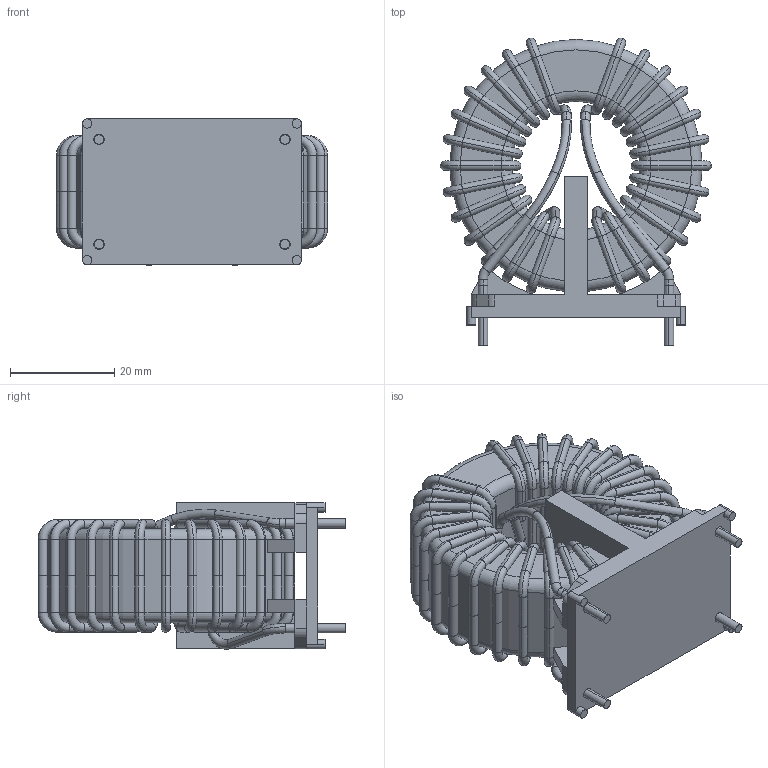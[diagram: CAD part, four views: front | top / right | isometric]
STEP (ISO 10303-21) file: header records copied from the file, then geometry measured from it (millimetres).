
FILE_DESCRIPTION (( 'STEP AP214' ), '1' );
FILE_NAME ('B82726S6123N020.STEP', '2019-05-02T00:12:00', ( '' ), ( '' ), 'SwSTEP 2.0', 'SolidWorks 2017', '' );
FILE_SCHEMA (( 'AUTOMOTIVE_DESIGN' ));
Length unit declared in the file: millimetre
Products named in the file (1): B82726S6123N020
Bounding box: 52 x 59 x 28.06 mm (x, y, z)
Volume: 35009.4 mm3; surface area: 21083.1 mm2
Topology: 35 solids, 35 shells, 652 faces, 1388 edges, 760 vertices
Faces by surface type: cylinder 334, torus 256, plane 62
Entity records: 17992 total; most frequent: DIRECTION 3634, CARTESIAN_POINT 2905, ORIENTED_EDGE 2776, AXIS2_PLACEMENT_3D 1601, EDGE_CURVE 1388, CIRCLE 948, VERTEX_POINT 760, EDGE_LOOP 662
